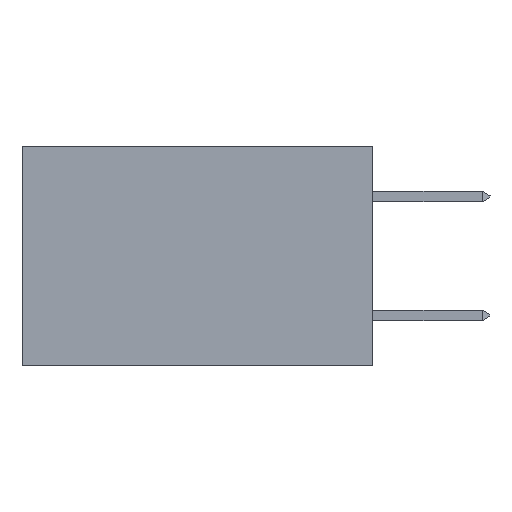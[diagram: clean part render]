
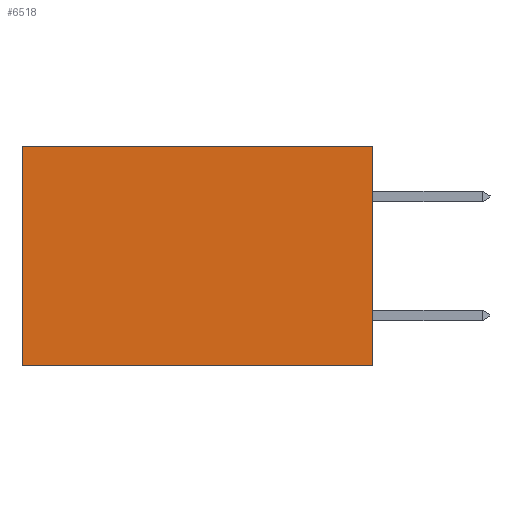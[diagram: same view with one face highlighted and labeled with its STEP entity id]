
A CAD part, left-side view. The second image highlights one B-rep face of the part: STEP entity #6518.
In plain terms, the highlighted planar face has unit normal (-1, 0, 0).
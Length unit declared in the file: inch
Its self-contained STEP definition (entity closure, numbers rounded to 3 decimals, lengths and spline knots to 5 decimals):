
#1763 = PLANE ( 'NONE',  #8281 ) ;
#2041 = LINE ( 'NONE', #20059, #27947 ) ;
#3089 = EDGE_CURVE ( 'NONE', #25049, #18316, #17636, .T. ) ;
#3391 = EDGE_CURVE ( 'NONE', #26871, #7586, #9029, .T. ) ;
#3587 = EDGE_CURVE ( 'NONE', #26871, #25049, #2041, .T. ) ;
#3643 = VECTOR ( 'NONE', #26498, 39.37008 ) ;
#3809 = LINE ( 'NONE', #21361, #9588 ) ;
#6518 = ADVANCED_FACE ( 'NONE', ( #13508 ), #1763, .F. ) ;
#7586 = VERTEX_POINT ( 'NONE', #28848 ) ;
#8281 = AXIS2_PLACEMENT_3D ( 'NONE', #30444, #29794, #29663 ) ;
#8870 = DIRECTION ( 'NONE',  ( 0., 0., -1. ) ) ;
#9029 = LINE ( 'NONE', #28957, #27551 ) ;
#9093 = ORIENTED_EDGE ( 'NONE', *, *, #3391, .T. ) ;
#9588 = VECTOR ( 'NONE', #8870, 39.37008 ) ;
#10284 = CARTESIAN_POINT ( 'NONE',  ( 0.277, 0.59, -0.37 ) ) ;
#10711 = ORIENTED_EDGE ( 'NONE', *, *, #3587, .F. ) ;
#13508 = FACE_OUTER_BOUND ( 'NONE', #27425, .T. ) ;
#13799 = ORIENTED_EDGE ( 'NONE', *, *, #3089, .F. ) ;
#14733 = EDGE_CURVE ( 'NONE', #7586, #18316, #3809, .T. ) ;
#17636 = LINE ( 'NONE', #25417, #3643 ) ;
#18316 = VERTEX_POINT ( 'NONE', #10284 ) ;
#18337 = ORIENTED_EDGE ( 'NONE', *, *, #14733, .T. ) ;
#18608 = DIRECTION ( 'NONE',  ( 0., 0., -1. ) ) ;
#20059 = CARTESIAN_POINT ( 'NONE',  ( 0.277, 0., -0.37 ) ) ;
#21361 = CARTESIAN_POINT ( 'NONE',  ( 0.277, 0.59, -0.37 ) ) ;
#25049 = VERTEX_POINT ( 'NONE', #32092 ) ;
#25417 = CARTESIAN_POINT ( 'NONE',  ( 0.277, 0., -0.37 ) ) ;
#26498 = DIRECTION ( 'NONE',  ( 0., 1., 0. ) ) ;
#26871 = VERTEX_POINT ( 'NONE', #30705 ) ;
#27425 = EDGE_LOOP ( 'NONE', ( #18337, #13799, #10711, #9093 ) ) ;
#27551 = VECTOR ( 'NONE', #28580, 39.37008 ) ;
#27947 = VECTOR ( 'NONE', #18608, 39.37008 ) ;
#28580 = DIRECTION ( 'NONE',  ( 0., 1., 0. ) ) ;
#28848 = CARTESIAN_POINT ( 'NONE',  ( 0.277, 0.59, 0. ) ) ;
#28957 = CARTESIAN_POINT ( 'NONE',  ( 0.277, 0., 0. ) ) ;
#29663 = DIRECTION ( 'NONE',  ( 0., 0., -1. ) ) ;
#29794 = DIRECTION ( 'NONE',  ( 1., 0., 0. ) ) ;
#30444 = CARTESIAN_POINT ( 'NONE',  ( 0.277, 0., -0.37 ) ) ;
#30705 = CARTESIAN_POINT ( 'NONE',  ( 0.277, 0., 0. ) ) ;
#32092 = CARTESIAN_POINT ( 'NONE',  ( 0.277, 0., -0.37 ) ) ;
